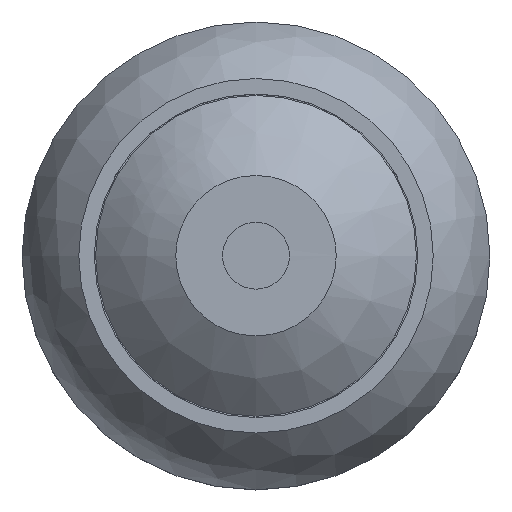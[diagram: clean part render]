
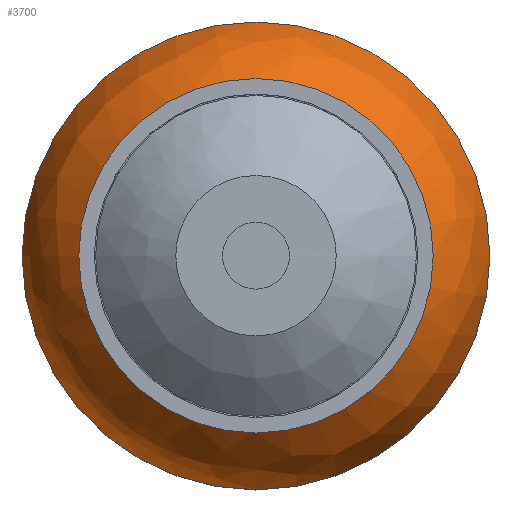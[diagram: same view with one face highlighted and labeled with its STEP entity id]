
A CAD part, top view. The second image highlights one B-rep face of the part: STEP entity #3700.
In plain terms, the highlighted free-form (B-spline) face has degree [2, 2] with [3, 9] control points.
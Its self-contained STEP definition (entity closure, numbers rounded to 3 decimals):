
#54=(
BOUNDED_SURFACE()
B_SPLINE_SURFACE(2,2,((#5556,#5557,#5558,#5559,#5560,#5561,#5562,#5563,
#5564),(#5565,#5566,#5567,#5568,#5569,#5570,#5571,#5572,#5573),(#5574,#5575,
#5576,#5577,#5578,#5579,#5580,#5581,#5582)),.UNSPECIFIED.,.F.,.T.,.F.)
B_SPLINE_SURFACE_WITH_KNOTS((3,3),(3,2,2,2,3),(0.201,0.888),
(-3.142,-1.571,0.,1.571,3.142),
 .UNSPECIFIED.)
GEOMETRIC_REPRESENTATION_ITEM()
RATIONAL_B_SPLINE_SURFACE(((1.,0.707,1.,0.707,1.,
0.707,1.,0.707,1.),(0.942,0.666,
0.942,0.666,0.942,0.666,
0.942,0.666,0.942),(1.,0.707,
1.,0.707,1.,0.707,1.,0.707,1.)))
REPRESENTATION_ITEM('')
SURFACE()
);
#231=FACE_OUTER_BOUND('',#440,.T.);
#440=EDGE_LOOP('',(#2523,#2524,#2525,#2526,#2527));
#684=CIRCLE('',#3938,8.75);
#685=CIRCLE('',#3939,8.75);
#686=CIRCLE('',#3940,6.63);
#687=CIRCLE('',#3941,6.075);
#1563=VERTEX_POINT('',#5551);
#1564=VERTEX_POINT('',#5553);
#1565=VERTEX_POINT('',#5583);
#1947=EDGE_CURVE('',#1563,#1564,#684,.T.);
#1948=EDGE_CURVE('',#1564,#1563,#685,.T.);
#1949=EDGE_CURVE('',#1565,#1565,#686,.T.);
#1950=EDGE_CURVE('',#1565,#1564,#687,.T.);
#2523=ORIENTED_EDGE('',*,*,#1949,.T.);
#2524=ORIENTED_EDGE('',*,*,#1950,.T.);
#2525=ORIENTED_EDGE('',*,*,#1947,.F.);
#2526=ORIENTED_EDGE('',*,*,#1948,.F.);
#2527=ORIENTED_EDGE('',*,*,#1950,.F.);
#3700=ADVANCED_FACE('',(#231),#54,.F.);
#3938=AXIS2_PLACEMENT_3D('',#5554,#4378,#4379);
#3939=AXIS2_PLACEMENT_3D('',#5555,#4380,#4381);
#3940=AXIS2_PLACEMENT_3D('',#5584,#4382,#4383);
#3941=AXIS2_PLACEMENT_3D('',#5585,#4384,#4385);
#4378=DIRECTION('center_axis',(0.,0.,-1.));
#4379=DIRECTION('ref_axis',(-1.,0.,0.));
#4380=DIRECTION('center_axis',(0.,0.,-1.));
#4381=DIRECTION('ref_axis',(-1.,0.,0.));
#4382=DIRECTION('center_axis',(0.,0.,-1.));
#4383=DIRECTION('ref_axis',(-1.,0.,0.));
#4384=DIRECTION('center_axis',(0.,-1.,0.));
#4385=DIRECTION('ref_axis',(-1.,0.,0.));
#5551=CARTESIAN_POINT('',(8.75,0.,1.5));
#5553=CARTESIAN_POINT('',(-8.75,0.,1.5));
#5554=CARTESIAN_POINT('Origin',(0.,0.,1.5));
#5555=CARTESIAN_POINT('Origin',(0.,0.,1.5));
#5556=CARTESIAN_POINT('Ctrl Pts',(-8.75,0.,
1.5));
#5557=CARTESIAN_POINT('Ctrl Pts',(-8.75,-8.75,1.5));
#5558=CARTESIAN_POINT('Ctrl Pts',(0.,-8.75,
1.5));
#5559=CARTESIAN_POINT('Ctrl Pts',(8.75,-8.75,1.5));
#5560=CARTESIAN_POINT('Ctrl Pts',(8.75,0.,
1.5));
#5561=CARTESIAN_POINT('Ctrl Pts',(8.75,8.75,1.5));
#5562=CARTESIAN_POINT('Ctrl Pts',(0.,8.75,
1.5));
#5563=CARTESIAN_POINT('Ctrl Pts',(-8.75,8.75,1.5));
#5564=CARTESIAN_POINT('Ctrl Pts',(-8.75,0.,
1.5));
#5565=CARTESIAN_POINT('Ctrl Pts',(-8.316,0.,
3.629));
#5566=CARTESIAN_POINT('Ctrl Pts',(-8.316,-8.316,3.629));
#5567=CARTESIAN_POINT('Ctrl Pts',(0.,-8.316,
3.629));
#5568=CARTESIAN_POINT('Ctrl Pts',(8.316,-8.316,3.629));
#5569=CARTESIAN_POINT('Ctrl Pts',(8.316,0.,
3.629));
#5570=CARTESIAN_POINT('Ctrl Pts',(8.316,8.316,3.629));
#5571=CARTESIAN_POINT('Ctrl Pts',(0.,8.316,
3.629));
#5572=CARTESIAN_POINT('Ctrl Pts',(-8.316,8.316,3.629));
#5573=CARTESIAN_POINT('Ctrl Pts',(-8.316,0.,
3.629));
#5574=CARTESIAN_POINT('Ctrl Pts',(-6.63,0.,
5.));
#5575=CARTESIAN_POINT('Ctrl Pts',(-6.63,-6.63,5.));
#5576=CARTESIAN_POINT('Ctrl Pts',(0.,-6.63,
5.));
#5577=CARTESIAN_POINT('Ctrl Pts',(6.63,-6.63,5.));
#5578=CARTESIAN_POINT('Ctrl Pts',(6.63,0.,
5.));
#5579=CARTESIAN_POINT('Ctrl Pts',(6.63,6.63,5.));
#5580=CARTESIAN_POINT('Ctrl Pts',(0.,6.63,
5.));
#5581=CARTESIAN_POINT('Ctrl Pts',(-6.63,6.63,5.));
#5582=CARTESIAN_POINT('Ctrl Pts',(-6.63,0.,
5.));
#5583=CARTESIAN_POINT('',(-6.63,0.,5.));
#5584=CARTESIAN_POINT('Origin',(0.,0.,5.));
#5585=CARTESIAN_POINT('Origin',(-2.798,0.,
0.287));
